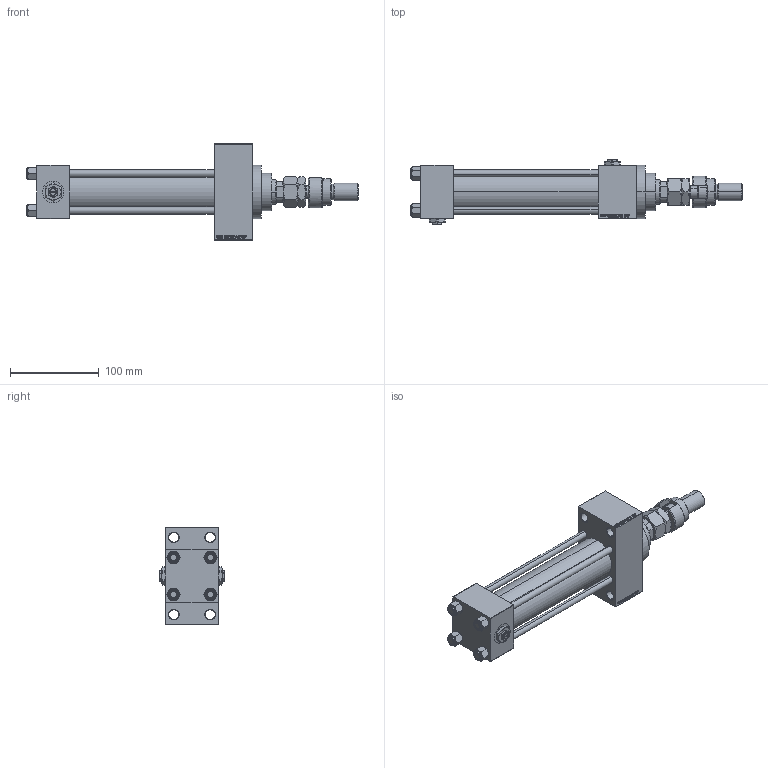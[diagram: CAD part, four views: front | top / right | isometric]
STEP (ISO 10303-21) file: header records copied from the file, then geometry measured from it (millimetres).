
FILE_DESCRIPTION (( 'STEP AP203' ), '1' );
FILE_NAME ('0c09.STEP', '2023-08-23T19:20:26', ( '' ), ( '' ), 'SwSTEP 2.0', 'SolidWorks 2019', '' );
FILE_SCHEMA (( 'CONFIG_CONTROL_DESIGN' ));
Length unit declared in the file: millimetre
Products named in the file (10): V215CR_VCP_D 2427a9a6677109dfac3c40e345eb92b8; Zatka_pro_OIL_PORT 2427a9a6677109dfac3c40e345eb92b8; FEMALE_PART_FOR_DFA 2427a9a6677109dfac3c40e345eb92b8; 0c09; V215CR_D_Body 2427a9a6677109dfac3c40e345eb92b8; V215_VC_A 2427a9a6677109dfac3c40e345eb92b8; V215CR_D_TYCINKA 2427a9a6677109dfac3c40e345eb92b8; NUT_M5_D 2427a9a6677109dfac3c40e345eb92b8; MFA 2427a9a6677109dfac3c40e345eb92b8; DFA 2427a9a6677109dfac3c40e345eb92b8
Assembly tree (16 placements, depth 3):
  0c09
    V215CR_D_Body 2427a9a6677109dfac3c40e345eb92b8
    V215CR_VCP_D 2427a9a6677109dfac3c40e345eb92b8
    NUT_M5_D 2427a9a6677109dfac3c40e345eb92b8  x4
    V215CR_D_TYCINKA 2427a9a6677109dfac3c40e345eb92b8  x4
    V215_VC_A 2427a9a6677109dfac3c40e345eb92b8
    DFA 2427a9a6677109dfac3c40e345eb92b8
      FEMALE_PART_FOR_DFA 2427a9a6677109dfac3c40e345eb92b8
      MFA 2427a9a6677109dfac3c40e345eb92b8
    Zatka_pro_OIL_PORT 2427a9a6677109dfac3c40e345eb92b8  x2
Bounding box: 374 x 74 x 109 mm (x, y, z)
Volume: 714263 mm3; surface area: 191038.1 mm2
Topology: 15 solids, 15 shells, 1274 faces, 3130 edges, 2003 vertices
Faces by surface type: plane 570, bspline 368, cone 222, cylinder 102, torus 12
Entity records: 51555 total; most frequent: CARTESIAN_POINT 26253, ORIENTED_EDGE 5560, DIRECTION 3748, EDGE_CURVE 2780, VERTEX_POINT 1801, VECTOR 1598, LINE 1598, EDGE_LOOP 1247
